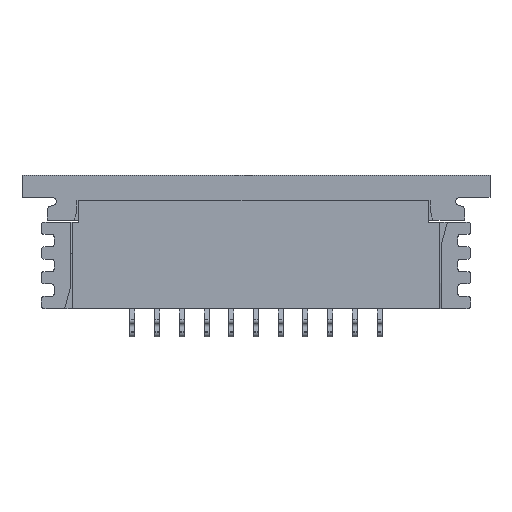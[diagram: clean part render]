
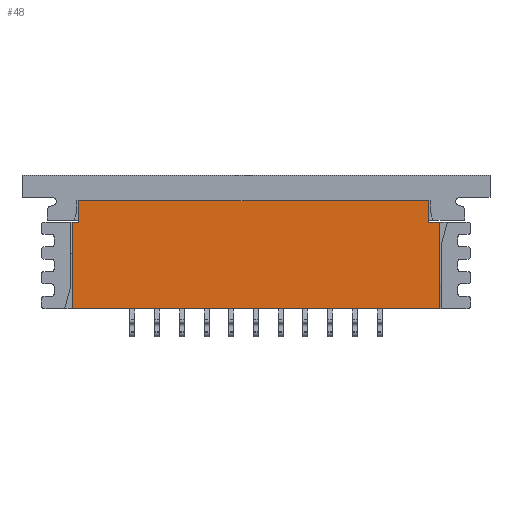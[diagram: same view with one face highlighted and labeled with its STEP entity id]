
A CAD part, front view. The second image highlights one B-rep face of the part: STEP entity #48.
In plain terms, the highlighted planar face has unit normal (0, -1, 0).
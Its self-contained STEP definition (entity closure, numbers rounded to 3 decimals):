
#48=ADVANCED_FACE('',(#585),#586,.F.);
#585=FACE_OUTER_BOUND('',#1670,.T.);
#586=PLANE('',#1671);
#1670=EDGE_LOOP('',(#2765,#2766,#2767,#2768,#2769,#2770,#2771,#2772));
#1671=AXIS2_PLACEMENT_3D('',#2773,#2774,#2775);
#2765=ORIENTED_EDGE('',*,*,#7433,.F.);
#2766=ORIENTED_EDGE('',*,*,#7434,.F.);
#2767=ORIENTED_EDGE('',*,*,#7435,.T.);
#2768=ORIENTED_EDGE('',*,*,#7436,.F.);
#2769=ORIENTED_EDGE('',*,*,#7437,.T.);
#2770=ORIENTED_EDGE('',*,*,#7438,.T.);
#2771=ORIENTED_EDGE('',*,*,#7439,.F.);
#2772=ORIENTED_EDGE('',*,*,#7440,.F.);
#2773=CARTESIAN_POINT('',(0.0,-1.245,0.0));
#2774=DIRECTION('',(-0.0,1.0,0.0));
#2775=DIRECTION('',(1.0,0.0,0.0));
#7433=EDGE_CURVE('',#8977,#8978,#8979,.T.);
#7434=EDGE_CURVE('',#8980,#8977,#8981,.T.);
#7435=EDGE_CURVE('',#8980,#8982,#8983,.T.);
#7436=EDGE_CURVE('',#8984,#8982,#8985,.T.);
#7437=EDGE_CURVE('',#8984,#8986,#8987,.T.);
#7438=EDGE_CURVE('',#8986,#8988,#8989,.T.);
#7439=EDGE_CURVE('',#8990,#8988,#8991,.T.);
#7440=EDGE_CURVE('',#8978,#8990,#8992,.T.);
#8977=VERTEX_POINT('',#11526);
#8978=VERTEX_POINT('',#11527);
#8979=LINE('',#11528,#11529);
#8980=VERTEX_POINT('',#11530);
#8981=LINE('',#11531,#11532);
#8982=VERTEX_POINT('',#11533);
#8983=LINE('',#11534,#11535);
#8984=VERTEX_POINT('',#11536);
#8985=LINE('',#11537,#11538);
#8986=VERTEX_POINT('',#11539);
#8987=LINE('',#11540,#11541);
#8988=VERTEX_POINT('',#11542);
#8989=LINE('',#11543,#11544);
#8990=VERTEX_POINT('',#11545);
#8991=LINE('',#11546,#11547);
#8992=LINE('',#11548,#11549);
#11526=CARTESIAN_POINT('',(-7.435,-1.245,-4.37));
#11527=CARTESIAN_POINT('',(-7.435,-1.245,-0.87));
#11528=CARTESIAN_POINT('',(-7.435,-1.245,-4.37));
#11529=VECTOR('',#15291,3.5);
#11530=CARTESIAN_POINT('',(7.435,-1.245,-4.37));
#11531=CARTESIAN_POINT('',(7.435,-1.245,-4.37));
#11532=VECTOR('',#15292,14.87);
#11533=CARTESIAN_POINT('',(7.435,-1.245,-0.87));
#11534=CARTESIAN_POINT('',(7.435,-1.245,-4.37));
#11535=VECTOR('',#15293,3.5);
#11536=CARTESIAN_POINT('',(6.975,-1.245,-0.87));
#11537=CARTESIAN_POINT('',(6.975,-1.245,-0.87));
#11538=VECTOR('',#15294,0.46);
#11539=CARTESIAN_POINT('',(6.975,-1.245,0.0));
#11540=CARTESIAN_POINT('',(6.975,-1.245,-0.87));
#11541=VECTOR('',#15295,0.87);
#11542=CARTESIAN_POINT('',(-7.175,-1.245,0.0));
#11543=CARTESIAN_POINT('',(6.975,-1.245,0.0));
#11544=VECTOR('',#15296,14.15);
#11545=CARTESIAN_POINT('',(-7.175,-1.245,-0.87));
#11546=CARTESIAN_POINT('',(-7.175,-1.245,-0.87));
#11547=VECTOR('',#15297,0.87);
#11548=CARTESIAN_POINT('',(-7.435,-1.245,-0.87));
#11549=VECTOR('',#15298,0.26);
#15291=DIRECTION('',(0.0,0.0,1.0));
#15292=DIRECTION('',(-1.0,0.0,0.0));
#15293=DIRECTION('',(0.0,0.0,1.0));
#15294=DIRECTION('',(1.0,0.0,0.0));
#15295=DIRECTION('',(0.0,0.0,1.0));
#15296=DIRECTION('',(-1.0,0.0,0.0));
#15297=DIRECTION('',(0.0,0.0,1.0));
#15298=DIRECTION('',(1.0,0.0,0.0));
